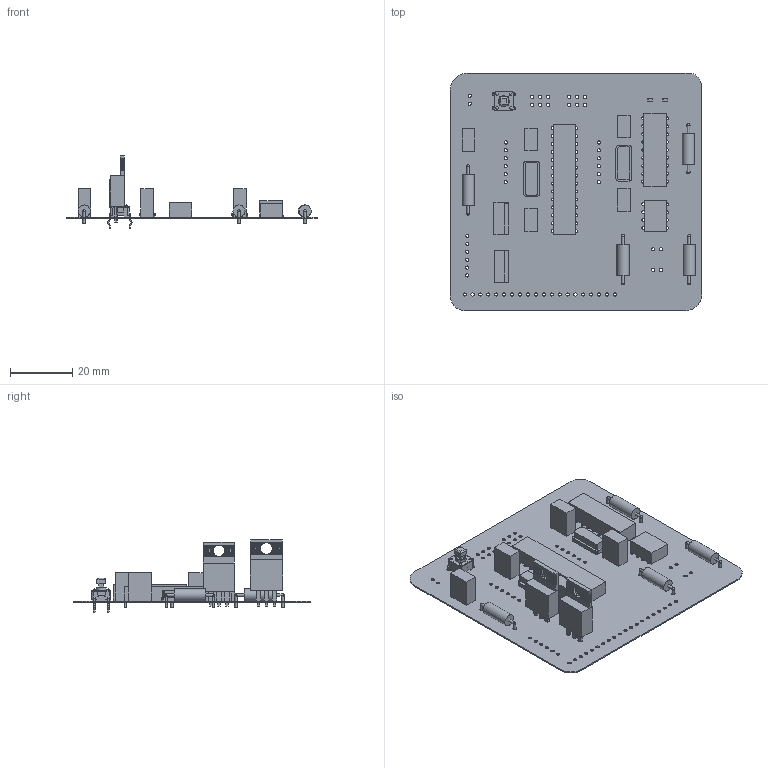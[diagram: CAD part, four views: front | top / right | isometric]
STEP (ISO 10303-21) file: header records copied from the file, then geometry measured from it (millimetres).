
FILE_DESCRIPTION(('Open CASCADE Model'),'2;1');
FILE_NAME('Open CASCADE Shape Model','2022-12-15T13:56:52',('Author'),( 'Open CASCADE'),'Open CASCADE STEP processor 7.5','Open CASCADE 7.5' ,'Unknown');
FILE_SCHEMA(('AUTOMOTIVE_DESIGN { 1 0 10303 214 1 1 1 1 }'));
Length unit declared in the file: millimetre
Products named in the file (137): PCB; Board; Open CASCADE STEP translator 7.5 1.1.1; Y1; 6024891824; Extruded; 6024891904; Y2; 6203110608; CAN Transciever; 6203100688; CAN Controller; 6203100528; Term Res; 6203100288; Cylinder; 6203100048; 6203099728; Sphere; 6203099408; RST; TL1105SPFxxxx; TL1105BODY; 1105-COVER-PLATE; TL1105-3301ACTUATOR SP & JA 2_8; TL1105CONTACTDOME; R0; 10k; 6203098768; 6203098608; 6203098368; 6198819072; MPU; 6203110528; CAN Int; 6194234864; Mid_Body; Terminal; Open CASCADE STEP translator 6.8 3.2.1; Mark ...
Assembly tree (206 placements, depth 5):
  PCB
    Board
      Open CASCADE STEP translator 7.5 1.1.1
    Y1
      6024891824
        Extruded
      6024891904
        Extruded
    Y2
      6024891824
        Extruded
      6203110608
        Extruded
    CAN Transciever
      6203100688
        Extruded
    CAN Controller
      6203100528
        Extruded
    Term Res
      6203100288
        Cylinder
      6203100048  x2
        Cylinder
      6203099728  x2
        Sphere
      6203099408
        Cylinder
    RST
      TL1105SPFxxxx
        TL1105BODY
        1105-COVER-PLATE
        TL1105-3301ACTUATOR SP & JA 2_8
        TL1105CONTACTDOME
    R0
      6203100288
        Cylinder
      6203100048  x2
        Cylinder
      6203099728  x2
        Sphere
      6203099408
        Cylinder
    10k
      6203098768
        Cylinder
      6203098608  x2
        Cylinder
      6203098368  x2
        Sphere
      6198819072
        Cylinder
    10k
      6203098768
        Cylinder
      6203098608  x2
        Cylinder
      6203098368  x2
        Sphere
      6198819072
Bounding box: 80.69 x 76.24 x 23.23 mm (x, y, z)
Volume: 8315.7 mm3; surface area: 19361.9 mm2
Topology: 131 solids, 131 shells, 1200 faces, 2791 edges, 1849 vertices
Faces by surface type: plane 913, cylinder 227, bspline 44, sphere 13, cone 2, torus 1
Full cylindrical faces by diameter (mm): 0.7 x6, 0.75 x8, 0.8 x10, 0.83 x12, 0.9 x54, 1 x8, 1.02 x56, 1.1 x11, 3.5 x1, 3.9 x4, 5 x1
Entity records: 28269 total; most frequent: CARTESIAN_POINT 4826, DIRECTION 4381, ORIENTED_EDGE 4000, EDGE_CURVE 2000, LINE 1511, VECTOR 1511, AXIS2_PLACEMENT_3D 1435, VERTEX_POINT 1327
